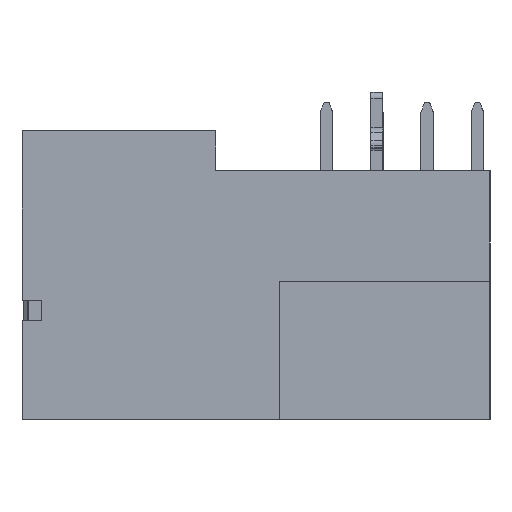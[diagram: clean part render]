
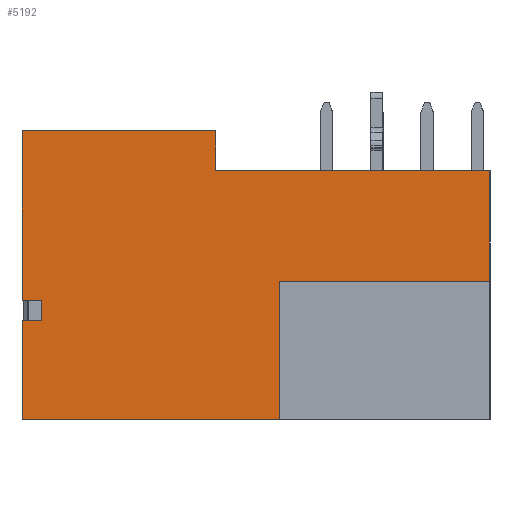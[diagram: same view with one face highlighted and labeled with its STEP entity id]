
A CAD part, left-side view. The second image highlights one B-rep face of the part: STEP entity #5192.
In plain terms, the highlighted planar face has unit normal (-1, 0, 0).
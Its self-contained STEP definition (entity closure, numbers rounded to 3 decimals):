
#2967=CARTESIAN_POINT('',(-11.43,-4.745,-7.29));
#2968=VERTEX_POINT('',#2967);
#2975=CARTESIAN_POINT('',(-11.43,8.255,-7.29));
#2976=VERTEX_POINT('',#2975);
#2977=CARTESIAN_POINT('',(-11.43,-4.745,-7.29));
#2978=DIRECTION('',(0.,1.,0.));
#2979=VECTOR('',#2978,13.);
#2980=LINE('',#2977,#2979);
#2981=EDGE_CURVE('',#2968,#2976,#2980,.T.);
#4811=CARTESIAN_POINT('',(-11.43,8.255,-1.275));
#4812=VERTEX_POINT('',#4811);
#4819=CARTESIAN_POINT('',(-11.43,8.255,7.29));
#4820=VERTEX_POINT('',#4819);
#4821=CARTESIAN_POINT('',(-11.43,8.255,-1.275));
#4822=DIRECTION('',(0.,0.,1.));
#4823=VECTOR('',#4822,8.565);
#4824=LINE('',#4821,#4823);
#4825=EDGE_CURVE('',#4812,#4820,#4824,.T.);
#4970=CARTESIAN_POINT('',(-11.43,8.255,-2.275));
#4971=VERTEX_POINT('',#4970);
#4972=CARTESIAN_POINT('',(-11.43,8.255,-7.29));
#4973=DIRECTION('',(0.,0.,1.));
#4974=VECTOR('',#4973,5.015);
#4975=LINE('',#4972,#4974);
#4976=EDGE_CURVE('',#2976,#4971,#4975,.T.);
#5062=CARTESIAN_POINT('',(-11.43,7.255,-1.275));
#5063=VERTEX_POINT('',#5062);
#5070=CARTESIAN_POINT('',(-11.43,7.255,-1.275));
#5071=DIRECTION('',(0.,1.,0.));
#5072=VECTOR('',#5071,1.);
#5073=LINE('',#5070,#5072);
#5074=EDGE_CURVE('',#5063,#4812,#5073,.T.);
#5121=CARTESIAN_POINT('',(-11.43,8.255,-7.29));
#5122=DIRECTION('',(0.,-1.,0.));
#5123=DIRECTION('',(-1.,0.,0.));
#5124=AXIS2_PLACEMENT_3D('',#5121,#5123,#5122);
#5125=PLANE('',#5124);
#5126=CARTESIAN_POINT('',(-11.43,7.255,-2.275));
#5127=VERTEX_POINT('',#5126);
#5128=CARTESIAN_POINT('',(-11.43,7.255,-2.275));
#5129=DIRECTION('',(0.,1.,0.));
#5130=VECTOR('',#5129,1.);
#5131=LINE('',#5128,#5130);
#5132=EDGE_CURVE('',#5127,#4971,#5131,.T.);
#5133=ORIENTED_EDGE('',*,*,#5132,.T.);
#5134=ORIENTED_EDGE('',*,*,#4976,.F.);
#5135=ORIENTED_EDGE('',*,*,#2981,.F.);
#5136=CARTESIAN_POINT('',(-11.43,-4.745,-0.31));
#5137=VERTEX_POINT('',#5136);
#5138=CARTESIAN_POINT('',(-11.43,-4.745,-7.29));
#5139=DIRECTION('',(0.,0.,1.));
#5140=VECTOR('',#5139,6.98);
#5141=LINE('',#5138,#5140);
#5142=EDGE_CURVE('',#2968,#5137,#5141,.T.);
#5143=ORIENTED_EDGE('',*,*,#5142,.T.);
#5144=CARTESIAN_POINT('',(-11.43,-15.365,-0.31));
#5145=VERTEX_POINT('',#5144);
#5146=CARTESIAN_POINT('',(-11.43,-4.745,-0.31));
#5147=DIRECTION('',(0.,-1.,0.));
#5148=VECTOR('',#5147,10.62);
#5149=LINE('',#5146,#5148);
#5150=EDGE_CURVE('',#5137,#5145,#5149,.T.);
#5151=ORIENTED_EDGE('',*,*,#5150,.T.);
#5152=CARTESIAN_POINT('',(-11.43,-15.365,5.28));
#5153=VERTEX_POINT('',#5152);
#5154=CARTESIAN_POINT('',(-11.43,-15.365,-0.31));
#5155=DIRECTION('',(0.,0.,1.));
#5156=VECTOR('',#5155,5.59);
#5157=LINE('',#5154,#5156);
#5158=EDGE_CURVE('',#5145,#5153,#5157,.T.);
#5159=ORIENTED_EDGE('',*,*,#5158,.T.);
#5160=CARTESIAN_POINT('',(-11.43,-1.525,5.28));
#5161=VERTEX_POINT('',#5160);
#5162=CARTESIAN_POINT('',(-11.43,-15.365,5.28));
#5163=DIRECTION('',(0.,1.,0.));
#5164=VECTOR('',#5163,13.84);
#5165=LINE('',#5162,#5164);
#5166=EDGE_CURVE('',#5153,#5161,#5165,.T.);
#5167=ORIENTED_EDGE('',*,*,#5166,.T.);
#5168=CARTESIAN_POINT('',(-11.43,-1.525,7.29));
#5169=VERTEX_POINT('',#5168);
#5170=CARTESIAN_POINT('',(-11.43,-1.525,5.28));
#5171=DIRECTION('',(0.,0.,1.));
#5172=VECTOR('',#5171,2.01);
#5173=LINE('',#5170,#5172);
#5174=EDGE_CURVE('',#5161,#5169,#5173,.T.);
#5175=ORIENTED_EDGE('',*,*,#5174,.T.);
#5176=CARTESIAN_POINT('',(-11.43,-1.525,7.29));
#5177=DIRECTION('',(0.,1.,0.));
#5178=VECTOR('',#5177,9.78);
#5179=LINE('',#5176,#5178);
#5180=EDGE_CURVE('',#5169,#4820,#5179,.T.);
#5181=ORIENTED_EDGE('',*,*,#5180,.T.);
#5182=ORIENTED_EDGE('',*,*,#4825,.F.);
#5183=ORIENTED_EDGE('',*,*,#5074,.F.);
#5184=CARTESIAN_POINT('',(-11.43,7.255,-1.275));
#5185=DIRECTION('',(0.,0.,-1.));
#5186=VECTOR('',#5185,1.);
#5187=LINE('',#5184,#5186);
#5188=EDGE_CURVE('',#5063,#5127,#5187,.T.);
#5189=ORIENTED_EDGE('',*,*,#5188,.T.);
#5190=EDGE_LOOP('',(#5133,#5134,#5135,#5143,#5151,#5159,#5167,#5175,#5181,#5182,#5183,#5189));
#5191=FACE_OUTER_BOUND('',#5190,.T.);
#5192=ADVANCED_FACE('',(#5191),#5125,.T.);
